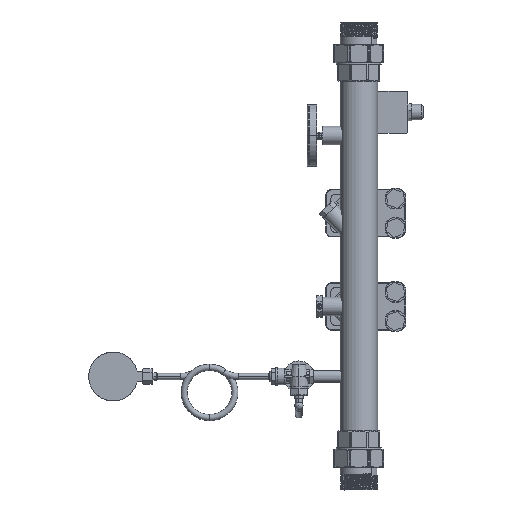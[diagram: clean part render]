
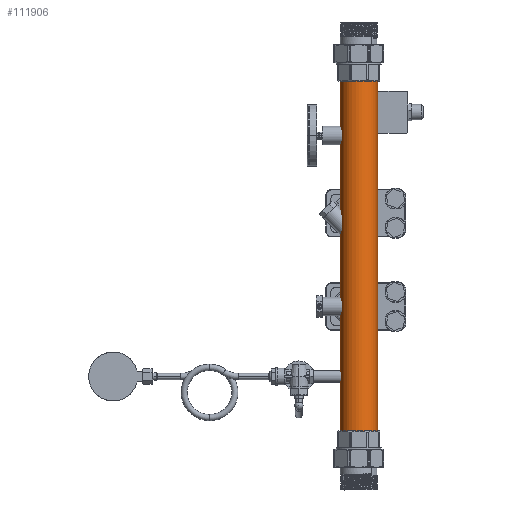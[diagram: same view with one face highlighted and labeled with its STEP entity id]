
A CAD part, left-side view. The second image highlights one B-rep face of the part: STEP entity #111906.
In plain terms, the highlighted cylindrical face has radius 24.15 mm (diameter 48.3 mm), a partial arc.
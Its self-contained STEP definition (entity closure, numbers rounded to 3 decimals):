
#8260 = CARTESIAN_POINT ( 'NONE',  ( -4., -24.15, -468.1 ) ) ;
#14032 = DIRECTION ( 'NONE',  ( 0., 0., -1. ) ) ;
#15297 = DIRECTION ( 'NONE',  ( 0., 0., -1. ) ) ;
#21924 = ORIENTED_EDGE ( 'NONE', *, *, #85549, .F. ) ;
#22079 = VERTEX_POINT ( 'NONE', #96399 ) ;
#22837 = CARTESIAN_POINT ( 'NONE',  ( -4., 0., 18.1 ) ) ;
#24138 = CARTESIAN_POINT ( 'NONE',  ( -4., -24.15, 18.1 ) ) ;
#25028 = CARTESIAN_POINT ( 'NONE',  ( -4., 24.15, -468.1 ) ) ;
#27037 = LINE ( 'NONE', #38307, #87589 ) ;
#28003 = CIRCLE ( 'NONE', #102171, 24.15 ) ;
#32142 = AXIS2_PLACEMENT_3D ( 'NONE', #55048, #112262, #36198 ) ;
#36198 = DIRECTION ( 'NONE',  ( 0., 1., 0. ) ) ;
#38307 = CARTESIAN_POINT ( 'NONE',  ( -4., 24.15, 20. ) ) ;
#44213 = EDGE_CURVE ( 'Defeature completata14_0+Defeature completata14_4+Defeature completata14_4+Defeature completata14_4', #76216, #88673, #96949, .T. ) ;
#55005 = VECTOR ( 'NONE', #15297, 1000. ) ;
#55048 = CARTESIAN_POINT ( 'NONE',  ( -4., 0., 20. ) ) ;
#58458 = EDGE_LOOP ( 'NONE', ( #21924, #91751, #89243, #86450 ) ) ;
#61747 = DIRECTION ( 'NONE',  ( 0., 1., 0. ) ) ;
#65477 = LINE ( 'NONE', #101371, #55005 ) ;
#75144 = CYLINDRICAL_SURFACE ( 'NONE', #32142, 24.15 ) ;
#76216 = VERTEX_POINT ( 'NONE', #25028 ) ;
#76652 = DIRECTION ( 'NONE',  ( 0., 0., -1. ) ) ;
#82369 = DIRECTION ( 'NONE',  ( 0., 1., 0. ) ) ;
#83359 = FACE_OUTER_BOUND ( 'NONE', #58458, .T. ) ;
#85549 = EDGE_CURVE ( 'NONE', #99130, #88673, #65477, .T. ) ;
#86450 = ORIENTED_EDGE ( 'NONE', *, *, #44213, .T. ) ;
#87589 = VECTOR ( 'NONE', #76652, 1000. ) ;
#88673 = VERTEX_POINT ( 'NONE', #8260 ) ;
#89243 = ORIENTED_EDGE ( 'NONE', *, *, #101463, .T. ) ;
#91751 = ORIENTED_EDGE ( 'NONE', *, *, #107187, .T. ) ;
#92414 = CARTESIAN_POINT ( 'NONE',  ( -4., 0., -468.1 ) ) ;
#94974 = AXIS2_PLACEMENT_3D ( 'NONE', #92414, #110669, #82369 ) ;
#96399 = CARTESIAN_POINT ( 'NONE',  ( -4., 24.15, 18.1 ) ) ;
#96949 = CIRCLE ( 'NONE', #94974, 24.15 ) ;
#99130 = VERTEX_POINT ( 'NONE', #24138 ) ;
#101371 = CARTESIAN_POINT ( 'NONE',  ( -4., -24.15, 20. ) ) ;
#101463 = EDGE_CURVE ( 'NONE', #22079, #76216, #27037, .T. ) ;
#102171 = AXIS2_PLACEMENT_3D ( 'NONE', #22837, #14032, #61747 ) ;
#107187 = EDGE_CURVE ( 'Defeature completata14_0+Defeature completata14_3+Defeature completata14_3+Defeature completata14_3', #99130, #22079, #28003, .T. ) ;
#110669 = DIRECTION ( 'NONE',  ( 0., 0., 1. ) ) ;
#111906 = ADVANCED_FACE ( 'Defeature completata14_0', ( #83359 ), #75144, .T. ) ;
#112262 = DIRECTION ( 'NONE',  ( 0., 0., -1. ) ) ;
